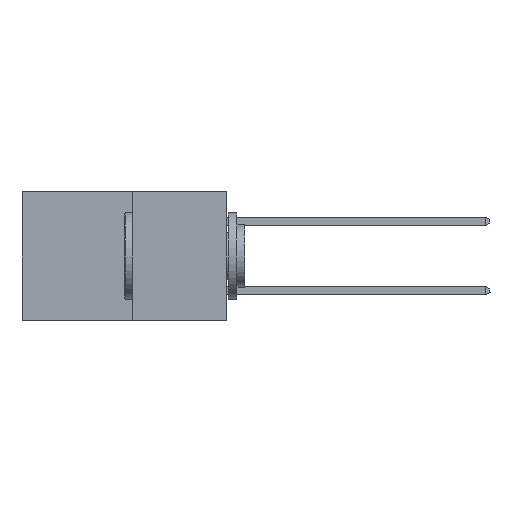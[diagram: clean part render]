
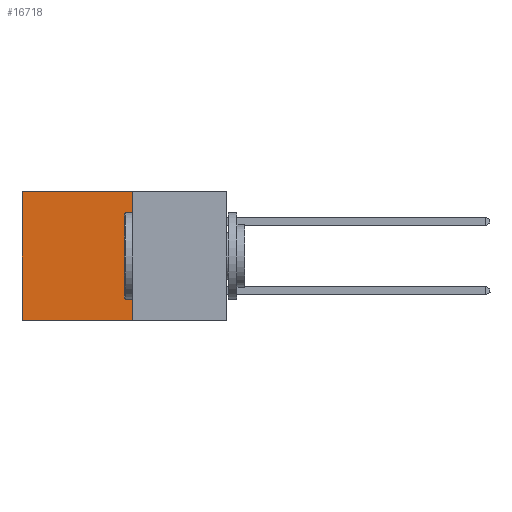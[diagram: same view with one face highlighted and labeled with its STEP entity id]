
A CAD part, left-side view. The second image highlights one B-rep face of the part: STEP entity #16718.
In plain terms, the highlighted planar face has unit normal (-1, 0, 0).
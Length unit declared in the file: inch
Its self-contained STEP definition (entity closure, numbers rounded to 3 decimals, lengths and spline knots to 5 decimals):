
#1387 = CARTESIAN_POINT ( 'NONE',  ( 0.277, 0.27, 0. ) ) ;
#2389 = ORIENTED_EDGE ( 'NONE', *, *, #10264, .F. ) ;
#2436 = VERTEX_POINT ( 'NONE', #7312 ) ;
#2673 = EDGE_LOOP ( 'NONE', ( #2837, #11190, #2389, #16190 ) ) ;
#2837 = ORIENTED_EDGE ( 'NONE', *, *, #9474, .T. ) ;
#3133 = DIRECTION ( 'NONE',  ( 0., 1., 0. ) ) ;
#3414 = VERTEX_POINT ( 'NONE', #13726 ) ;
#3434 = CARTESIAN_POINT ( 'NONE',  ( 0.277, 0.59, -0.37 ) ) ;
#5381 = CARTESIAN_POINT ( 'NONE',  ( 0.277, 0.27, -0.37 ) ) ;
#5831 = CARTESIAN_POINT ( 'NONE',  ( 0.277, 0.59, -0.37 ) ) ;
#5920 = DIRECTION ( 'NONE',  ( 0., 0., -1. ) ) ;
#7312 = CARTESIAN_POINT ( 'NONE',  ( 0.277, 0.27, -0.37 ) ) ;
#7482 = PLANE ( 'NONE',  #14806 ) ;
#7509 = EDGE_CURVE ( 'NONE', #2436, #9759, #10517, .T. ) ;
#8160 = VECTOR ( 'NONE', #3133, 39.37008 ) ;
#9474 = EDGE_CURVE ( 'NONE', #20840, #9759, #12741, .T. ) ;
#9759 = VERTEX_POINT ( 'NONE', #5831 ) ;
#10264 = EDGE_CURVE ( 'NONE', #3414, #2436, #15832, .T. ) ;
#10517 = LINE ( 'NONE', #15448, #14400 ) ;
#11190 = ORIENTED_EDGE ( 'NONE', *, *, #7509, .F. ) ;
#12472 = CARTESIAN_POINT ( 'NONE',  ( 0.277, 0.27, -0.37 ) ) ;
#12741 = LINE ( 'NONE', #3434, #20897 ) ;
#12908 = DIRECTION ( 'NONE',  ( 0., 0., -1. ) ) ;
#13726 = CARTESIAN_POINT ( 'NONE',  ( 0.277, 0.27, 0. ) ) ;
#13748 = VECTOR ( 'NONE', #18541, 39.37008 ) ;
#14006 = EDGE_CURVE ( 'NONE', #3414, #20840, #21199, .T. ) ;
#14400 = VECTOR ( 'NONE', #15293, 39.37008 ) ;
#14806 = AXIS2_PLACEMENT_3D ( 'NONE', #12472, #15822, #5920 ) ;
#15223 = CARTESIAN_POINT ( 'NONE',  ( 0.277, 0.59, 0. ) ) ;
#15293 = DIRECTION ( 'NONE',  ( 0., 1., 0. ) ) ;
#15448 = CARTESIAN_POINT ( 'NONE',  ( 0.277, 0.27, -0.37 ) ) ;
#15822 = DIRECTION ( 'NONE',  ( 1., 0., 0. ) ) ;
#15832 = LINE ( 'NONE', #5381, #13748 ) ;
#16190 = ORIENTED_EDGE ( 'NONE', *, *, #14006, .T. ) ;
#16718 = ADVANCED_FACE ( 'NONE', ( #21082 ), #7482, .F. ) ;
#18541 = DIRECTION ( 'NONE',  ( 0., 0., -1. ) ) ;
#20840 = VERTEX_POINT ( 'NONE', #15223 ) ;
#20897 = VECTOR ( 'NONE', #12908, 39.37008 ) ;
#21082 = FACE_OUTER_BOUND ( 'NONE', #2673, .T. ) ;
#21199 = LINE ( 'NONE', #1387, #8160 ) ;
